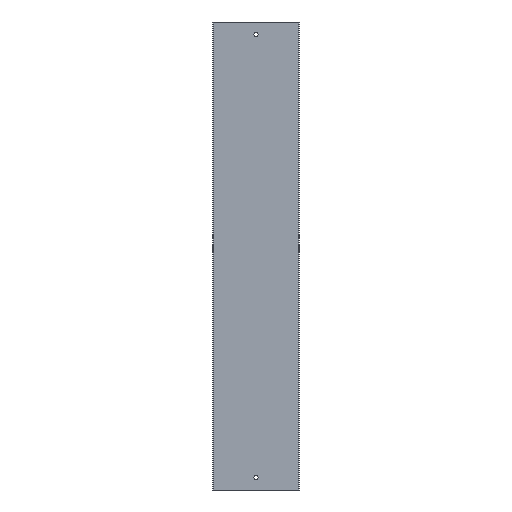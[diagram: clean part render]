
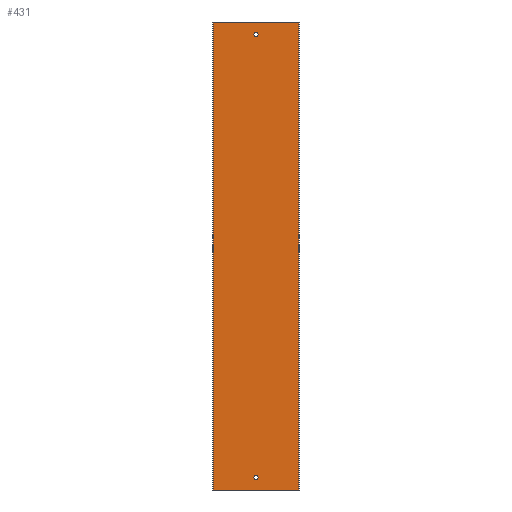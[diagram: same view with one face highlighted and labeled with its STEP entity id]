
A CAD part, front view. The second image highlights one B-rep face of the part: STEP entity #431.
In plain terms, the highlighted planar face has unit normal (0, -1, 0).
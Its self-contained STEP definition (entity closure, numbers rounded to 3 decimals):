
#10 = CARTESIAN_POINT ( 'NONE',  ( 0., 0., 17.5 ) ) ;
#21 = DIRECTION ( 'NONE',  ( 0., 0., 1. ) ) ;
#24 = PLANE ( 'NONE',  #182 ) ;
#26 = DIRECTION ( 'NONE',  ( 0., 0., -1. ) ) ;
#28 = CARTESIAN_POINT ( 'NONE',  ( -51., 0., 560. ) ) ;
#31 = DIRECTION ( 'NONE',  ( 0., 1., 0. ) ) ;
#69 = CARTESIAN_POINT ( 'NONE',  ( -51., 0., 0. ) ) ;
#71 = CARTESIAN_POINT ( 'NONE',  ( 51., 0., 0. ) ) ;
#83 = DIRECTION ( 'NONE',  ( 1., 0., 0. ) ) ;
#85 = CARTESIAN_POINT ( 'NONE',  ( 51., 0., 560. ) ) ;
#86 = DIRECTION ( 'NONE',  ( 1., 0., 0. ) ) ;
#87 = DIRECTION ( 'NONE',  ( 0., 0., 1. ) ) ;
#88 = DIRECTION ( 'NONE',  ( 0., -1., 0. ) ) ;
#89 = CARTESIAN_POINT ( 'NONE',  ( 0., 0., 15. ) ) ;
#90 = CARTESIAN_POINT ( 'NONE',  ( 51., 0., 560. ) ) ;
#91 = DIRECTION ( 'NONE',  ( 0., 0., 1. ) ) ;
#92 = DIRECTION ( 'NONE',  ( 0., -1., 0. ) ) ;
#93 = CARTESIAN_POINT ( 'NONE',  ( 0., 0., 545. ) ) ;
#94 = CARTESIAN_POINT ( 'NONE',  ( -51., 0., 560. ) ) ;
#98 = CARTESIAN_POINT ( 'NONE',  ( -51., 0., 560. ) ) ;
#100 = DIRECTION ( 'NONE',  ( 0., 0., -1. ) ) ;
#102 = CARTESIAN_POINT ( 'NONE',  ( -51., 0., 0. ) ) ;
#104 = CARTESIAN_POINT ( 'NONE',  ( -51., 0., 560. ) ) ;
#130 = AXIS2_PLACEMENT_3D ( 'NONE', #89, #88, #87 ) ;
#131 = AXIS2_PLACEMENT_3D ( 'NONE', #93, #92, #91 ) ;
#143 = EDGE_CURVE ( 'NONE', #289, #327, #317, .T. ) ;
#154 = EDGE_CURVE ( 'NONE', #324, #331, #268, .T. ) ;
#156 = EDGE_CURVE ( 'NONE', #260, #260, #279, .T. ) ;
#157 = EDGE_CURVE ( 'NONE', #261, #261, #290, .T. ) ;
#182 = AXIS2_PLACEMENT_3D ( 'NONE', #28, #31, #21 ) ;
#185 = EDGE_CURVE ( 'NONE', #331, #327, #294, .T. ) ;
#186 = EDGE_CURVE ( 'NONE', #324, #289, #293, .T. ) ;
#192 = EDGE_LOOP ( 'NONE', ( #238 ) ) ;
#193 = ORIENTED_EDGE ( 'NONE', *, *, #186, .F. ) ;
#195 = ORIENTED_EDGE ( 'NONE', *, *, #143, .F. ) ;
#200 = FACE_OUTER_BOUND ( 'NONE', #363, .T. ) ;
#203 = ORIENTED_EDGE ( 'NONE', *, *, #185, .T. ) ;
#215 = ORIENTED_EDGE ( 'NONE', *, *, #154, .T. ) ;
#217 = ORIENTED_EDGE ( 'NONE', *, *, #156, .F. ) ;
#238 = ORIENTED_EDGE ( 'NONE', *, *, #157, .F. ) ;
#260 = VERTEX_POINT ( 'NONE', #423 ) ;
#261 = VERTEX_POINT ( 'NONE', #10 ) ;
#268 = LINE ( 'NONE', #104, #282 ) ;
#279 = CIRCLE ( 'NONE', #131, 2.5 ) ;
#282 = VECTOR ( 'NONE', #100, 1000. ) ;
#286 = FACE_BOUND ( 'NONE', #192, .T. ) ;
#289 = VERTEX_POINT ( 'NONE', #85 ) ;
#290 = CIRCLE ( 'NONE', #130, 2.5 ) ;
#291 = VECTOR ( 'NONE', #83, 1000. ) ;
#293 = LINE ( 'NONE', #98, #291 ) ;
#294 = LINE ( 'NONE', #102, #359 ) ;
#309 = VECTOR ( 'NONE', #26, 1000. ) ;
#317 = LINE ( 'NONE', #90, #309 ) ;
#324 = VERTEX_POINT ( 'NONE', #94 ) ;
#327 = VERTEX_POINT ( 'NONE', #71 ) ;
#331 = VERTEX_POINT ( 'NONE', #69 ) ;
#340 = FACE_BOUND ( 'NONE', #358, .T. ) ;
#358 = EDGE_LOOP ( 'NONE', ( #217 ) ) ;
#359 = VECTOR ( 'NONE', #86, 1000. ) ;
#363 = EDGE_LOOP ( 'NONE', ( #203, #195, #193, #215 ) ) ;
#423 = CARTESIAN_POINT ( 'NONE',  ( 0., 0., 547.5 ) ) ;
#431 = ADVANCED_FACE ( 'NONE', ( #340, #286, #200 ), #24, .F. ) ;
